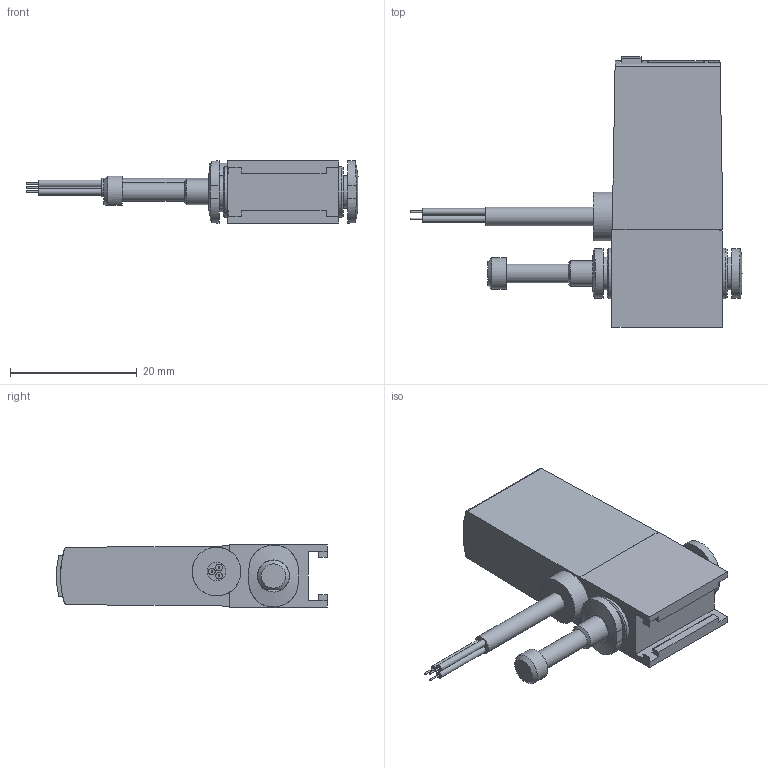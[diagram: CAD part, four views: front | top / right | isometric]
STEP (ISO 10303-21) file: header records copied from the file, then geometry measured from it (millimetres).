
FILE_DESCRIPTION(/* description */ ('STEP AP214'),/* implementation_level */ '2;1');
FILE_NAME(/* name */ '8001443_SPAE-V1R-Q4-PNLK-2_5K',/* time_stamp */ '2024-09-15T10:40:13+02:00',/* author */ ('License CC BY-ND 4.0'),/* organization */ ('CADENAS'),/* preprocessor_version */ 'ST-DEVELOPER v19.3',/* originating_system */ 'PARTsolutions',/* authorisation */ ' ');
FILE_SCHEMA (('AUTOMOTIVE_DESIGN {1 0 10303 214 3 1 1}'));
Length unit declared in the file: millimetre
Products named in the file (4): 8001443 SPAE-V1R-Q4-PNLK-2.5K; 8001443 SPAE-V1R-Q4-PNLK-2.5K_O; 1255982 SPTE-Q4; 153267 QSC-4H
Assembly tree (3 placements, depth 2):
  8001443 SPAE-V1R-Q4-PNLK-2.5K
    8001443 SPAE-V1R-Q4-PNLK-2.5K_O
    1255982 SPTE-Q4
    153267 QSC-4H
Bounding box: 52.45 x 42.76 x 9.8 mm (x, y, z)
Volume: 6860.9 mm3; surface area: 4765.3 mm2
Topology: 3 solids, 3 shells, 184 faces, 462 edges, 306 vertices
Faces by surface type: plane 116, cylinder 56, cone 9, torus 3
Full cylindrical faces by diameter (mm): 0.25 x3, 0.7 x1, 1.05 x3, 2.6 x1, 2.9 x1, 3 x2, 3.5 x1, 4 x1, 4.2 x2, 5.2 x2, 5.4 x1, 7.7 x1, 8 x2
Entity records: 6585 total; most frequent: CARTESIAN_POINT 941, DIRECTION 910, ORIENTED_EDGE 836, EDGE_CURVE 418, AXIS2_PLACEMENT_3D 313, VERTEX_POINT 295, LINE 284, VECTOR 284
